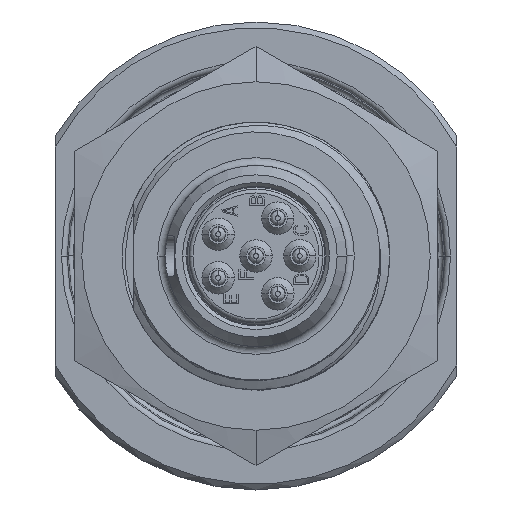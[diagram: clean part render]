
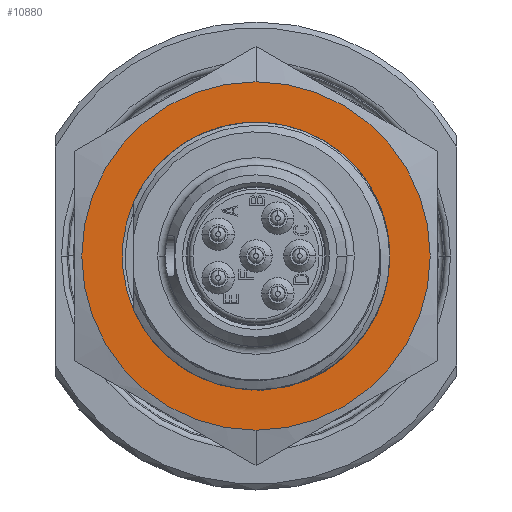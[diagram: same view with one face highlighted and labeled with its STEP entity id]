
A CAD part, left-side view. The second image highlights one B-rep face of the part: STEP entity #10880.
In plain terms, the highlighted planar face has unit normal (-1, 0, 0).
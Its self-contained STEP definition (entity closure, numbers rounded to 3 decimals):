
#1597=CARTESIAN_POINT('',(14.4,0.,0.));
#1598=DIRECTION('',(1.,0.,0.));
#1599=DIRECTION('',(0.,0.914,-0.405));
#1600=AXIS2_PLACEMENT_3D('',#1597,#1598,#1599);
#1636=CARTESIAN_POINT('',(14.4,0.,0.));
#1637=DIRECTION('',(1.,0.,0.));
#1638=DIRECTION('',(0.,-0.07,-0.998));
#1639=AXIS2_PLACEMENT_3D('',#1636,#1637,#1638);
#1641=CARTESIAN_POINT('',(14.4,0.,0.));
#1642=DIRECTION('',(-1.,0.,0.));
#1643=DIRECTION('',(0.,0.,1.));
#1644=AXIS2_PLACEMENT_3D('',#1641,#1642,#1643);
#1646=CARTESIAN_POINT('',(14.4,0.,0.));
#1647=DIRECTION('',(-1.,0.,0.));
#1648=DIRECTION('',(0.,0.,-1.));
#1649=AXIS2_PLACEMENT_3D('',#1646,#1647,#1648);
#1651=CARTESIAN_POINT('',(14.4,-6.706,-2.009));
#1652=CARTESIAN_POINT('',(14.4,-6.659,-2.175));
#1653=CARTESIAN_POINT('',(14.4,-6.553,-2.505));
#1654=CARTESIAN_POINT('',(14.4,-6.353,-2.993));
#1655=CARTESIAN_POINT('',(14.4,-6.114,-3.467));
#1656=CARTESIAN_POINT('',(14.4,-5.838,-3.922));
#1657=CARTESIAN_POINT('',(14.4,-5.526,-4.356));
#1658=CARTESIAN_POINT('',(14.4,-5.181,-4.765));
#1659=CARTESIAN_POINT('',(14.4,-4.804,-5.146));
#1660=CARTESIAN_POINT('',(14.4,-4.399,-5.497));
#1661=CARTESIAN_POINT('',(14.4,-3.967,-5.816));
#1662=CARTESIAN_POINT('',(14.4,-3.512,-6.1));
#1663=CARTESIAN_POINT('',(14.4,-3.037,-6.347));
#1664=CARTESIAN_POINT('',(14.4,-2.546,-6.556));
#1665=CARTESIAN_POINT('',(14.4,-2.041,-6.726));
#1666=CARTESIAN_POINT('',(14.4,-1.526,-6.855));
#1667=CARTESIAN_POINT('',(14.4,-1.006,-6.943));
#1668=CARTESIAN_POINT('',(14.4,-0.661,-6.974));
#1669=CARTESIAN_POINT('',(14.4,-0.489,-6.983));
#2830=CARTESIAN_POINT('',(14.4,0.,0.));
#2831=DIRECTION('',(1.,0.,0.));
#2832=DIRECTION('',(0.,0.809,-0.588));
#2833=AXIS2_PLACEMENT_3D('',#2830,#2831,#2832);
#7104=CARTESIAN_POINT('',(14.4,0.,0.));
#7105=DIRECTION('',(1.,0.,0.));
#7106=DIRECTION('',(0.,0.809,0.588));
#7107=AXIS2_PLACEMENT_3D('',#7104,#7105,#7106);
#7343=CARTESIAN_POINT('',(14.4,0.,0.));
#7344=DIRECTION('',(1.,0.,0.));
#7345=DIRECTION('',(0.,0.914,0.405));
#7346=AXIS2_PLACEMENT_3D('',#7343,#7344,#7345);
#8881=CARTESIAN_POINT('',(14.4,0.,9.12));
#8883=VERTEX_POINT('',#8881);
#8885=CARTESIAN_POINT('',(14.4,0.,-9.12));
#8887=VERTEX_POINT('',#8885);
#8895=VERTEX_POINT('',#1651);
#8896=VERTEX_POINT('',#1669);
#8900=CARTESIAN_POINT('',(14.4,6.4,2.835));
#8901=CARTESIAN_POINT('',(14.4,5.663,4.115));
#8902=VERTEX_POINT('',#8900);
#8903=VERTEX_POINT('',#8901);
#8904=CARTESIAN_POINT('',(14.4,5.663,-4.114));
#8905=CARTESIAN_POINT('',(14.4,6.4,-2.835));
#8906=VERTEX_POINT('',#8904);
#8907=VERTEX_POINT('',#8905);
#10857=CARTESIAN_POINT('',(14.4,0.,0.));
#10858=DIRECTION('',(1.,0.,0.));
#10859=DIRECTION('',(0.,1.,0.));
#10860=AXIS2_PLACEMENT_3D('',#10857,#10858,#10859);
#10861=PLANE('338',#10860);
#10863=ORIENTED_EDGE('1249',*,*,#10862,.F.);
#10865=ORIENTED_EDGE('1250',*,*,#10864,.F.);
#10866=EDGE_LOOP('338',(#10863,#10865));
#10867=FACE_OUTER_BOUND('338',#10866,.F.);
#10868=ORIENTED_EDGE('1348',*,*,#10845,.F.);
#10870=ORIENTED_EDGE('1274',*,*,#10869,.F.);
#10871=ORIENTED_EDGE('1347',*,*,#10852,.F.);
#10873=ORIENTED_EDGE('1265',*,*,#10872,.F.);
#10875=ORIENTED_EDGE('1359',*,*,#10874,.F.);
#10877=ORIENTED_EDGE('1273',*,*,#10876,.F.);
#10878=EDGE_LOOP('338',(#10868,#10870,#10871,#10873,#10875,#10877));
#10879=FACE_BOUND('338',#10878,.F.);
#1601=CIRCLE('1348',#1600,7.);
#1640=CIRCLE('1347',#1639,7.);
#1645=CIRCLE('1249',#1644,9.12);
#1650=CIRCLE('1250',#1649,9.12);
#1670=B_SPLINE_CURVE_WITH_KNOTS('1265',3,(#1651,#1652,#1653,#1654,#1655,#1656,
#1657,#1658,#1659,#1660,#1661,#1662,#1663,#1664,#1665,#1666,#1667,#1668,#1669),
.UNSPECIFIED.,.F.,.F.,(4,1,1,1,1,1,1,1,1,1,1,1,1,1,1,1,4),(0.,0.063,0.125,
0.188,0.25,0.313,0.375,0.438,0.5,0.563,0.625,0.688,
0.75,0.813,0.875,0.938,1.),.UNSPECIFIED.);
#2834=CIRCLE('1274',#2833,7.);
#7108=CIRCLE('1359',#7107,7.);
#7347=CIRCLE('1273',#7346,7.);
#10845=EDGE_CURVE('1348',#8907,#8902,#1601,.T.);
#10852=EDGE_CURVE('1347',#8896,#8906,#1640,.T.);
#10862=EDGE_CURVE('1249',#8883,#8887,#1645,.T.);
#10864=EDGE_CURVE('1250',#8887,#8883,#1650,.T.);
#10869=EDGE_CURVE('1274',#8906,#8907,#2834,.T.);
#10872=EDGE_CURVE('1265',#8895,#8896,#1670,.T.);
#10874=EDGE_CURVE('1359',#8903,#8895,#7108,.T.);
#10876=EDGE_CURVE('1273',#8902,#8903,#7347,.T.);
#10880=ADVANCED_FACE('338',(#10867,#10879),#10861,.F.);
